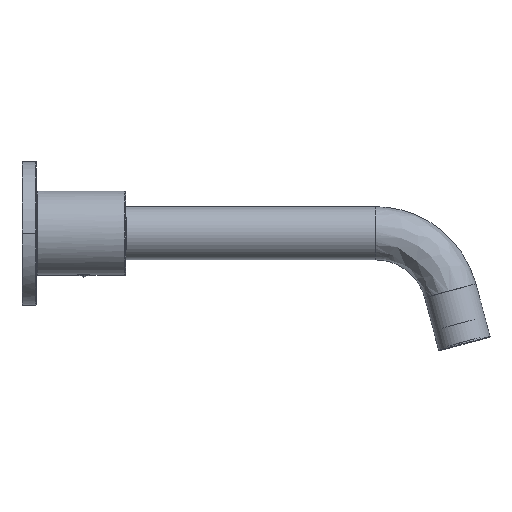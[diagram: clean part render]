
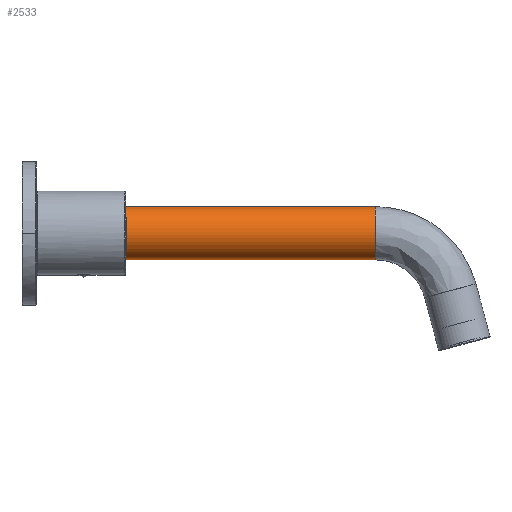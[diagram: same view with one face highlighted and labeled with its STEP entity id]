
A CAD part, left-side view. The second image highlights one B-rep face of the part: STEP entity #2533.
In plain terms, the highlighted cylindrical face has radius 12 mm (diameter 24 mm), a partial arc.
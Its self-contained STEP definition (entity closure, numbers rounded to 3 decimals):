
#2533=ADVANCED_FACE('',(#4641),#33119,.T.);
#4641=FACE_OUTER_BOUND('',#7037,.T.);
#7037=EDGE_LOOP('',(#17221,#17222,#17223,#17224));
#17221=ORIENTED_EDGE('',*,*,#22443,.T.);
#17222=ORIENTED_EDGE('',*,*,#22444,.T.);
#17223=ORIENTED_EDGE('',*,*,#22445,.F.);
#17224=ORIENTED_EDGE('',*,*,#22446,.T.);
#22443=EDGE_CURVE('',#31001,#31002,#23817,.T.);
#22444=EDGE_CURVE('',#31002,#31000,#27653,.T.);
#22445=EDGE_CURVE('',#30999,#31000,#23818,.T.);
#22446=EDGE_CURVE('',#30999,#31001,#27654,.T.);
#23817=(
BOUNDED_CURVE()
B_SPLINE_CURVE(2,(#71253,#71254,#71255,#71256,#71257),.UNSPECIFIED.,.F.,
 .F.)
B_SPLINE_CURVE_WITH_KNOTS((3,2,3),(0.,24.,48.),.UNSPECIFIED.)
CURVE()
GEOMETRIC_REPRESENTATION_ITEM()
RATIONAL_B_SPLINE_CURVE((1.,0.707,1.,0.707,1.))
REPRESENTATION_ITEM('')
);
#23818=(
BOUNDED_CURVE()
B_SPLINE_CURVE(2,(#71260,#71261,#71262,#71263,#71264),.UNSPECIFIED.,.F.,
 .F.)
B_SPLINE_CURVE_WITH_KNOTS((3,2,3),(-48.,-24.,0.),.UNSPECIFIED.)
CURVE()
GEOMETRIC_REPRESENTATION_ITEM()
RATIONAL_B_SPLINE_CURVE((1.,0.707,1.,0.707,1.))
REPRESENTATION_ITEM('')
);
#27653=B_SPLINE_CURVE_WITH_KNOTS('',1,(#71258,#71259),.UNSPECIFIED.,.F.,
 .F.,(2,2),(0.,159.746),.UNSPECIFIED.);
#27654=B_SPLINE_CURVE_WITH_KNOTS('',1,(#71265,#71266),.UNSPECIFIED.,.F.,
 .F.,(2,2),(0.,159.746),.UNSPECIFIED.);
#30999=VERTEX_POINT('',#71177);
#31000=VERTEX_POINT('',#71178);
#31001=VERTEX_POINT('',#71179);
#31002=VERTEX_POINT('',#71180);
#33119=CYLINDRICAL_SURFACE('',#35166,12.);
#35166=AXIS2_PLACEMENT_3D('',#70759,#37099,$);
#37099=DIRECTION('',(-1.,0.,0.));
#70759=CARTESIAN_POINT('',(79.873,0.,0.));
#71177=CARTESIAN_POINT('',(0.,-12.,0.));
#71178=CARTESIAN_POINT('',(0.,12.,0.));
#71179=CARTESIAN_POINT('',(159.746,-12.,0.));
#71180=CARTESIAN_POINT('',(159.746,12.,0.));
#71253=CARTESIAN_POINT('',(159.746,-12.,0.));
#71254=CARTESIAN_POINT('',(159.746,-12.,12.));
#71255=CARTESIAN_POINT('',(159.746,0.,12.));
#71256=CARTESIAN_POINT('',(159.746,12.,12.));
#71257=CARTESIAN_POINT('',(159.746,12.,0.));
#71258=CARTESIAN_POINT('',(159.746,12.,0.));
#71259=CARTESIAN_POINT('',(0.,12.,0.));
#71260=CARTESIAN_POINT('',(0.,-12.,0.));
#71261=CARTESIAN_POINT('',(0.,-12.,12.));
#71262=CARTESIAN_POINT('',(0.,0.,12.));
#71263=CARTESIAN_POINT('',(0.,12.,12.));
#71264=CARTESIAN_POINT('',(0.,12.,0.));
#71265=CARTESIAN_POINT('',(0.,-12.,0.));
#71266=CARTESIAN_POINT('',(159.746,-12.,0.));
